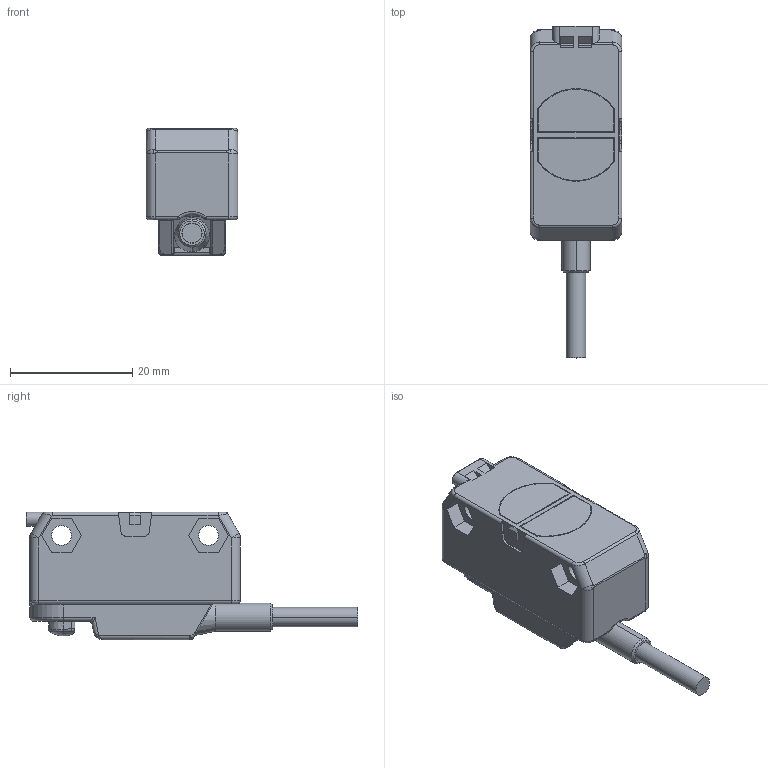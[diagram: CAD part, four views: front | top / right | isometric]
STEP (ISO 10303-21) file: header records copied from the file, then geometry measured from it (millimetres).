
FILE_DESCRIPTION((''),'2;1');
FILE_NAME('139433_SM01_ASM','2022-04-26T08:41:29',('PDMAdmin'),('BANNER ENGINEERING'),'CREO PARAMETRIC BY PTC INC, 2019292','CREO PARAMETRIC BY PTC INC, 2019292','');
FILE_SCHEMA(('CONFIG_CONTROL_DESIGN'));
Products named in the file (3): 139433_EP01; ASSEMBLY_55816; 139433_SM01_ASM
Assembly tree (2 placements, depth 2):
  139433_SM01_ASM
    139433_EP01
    ASSEMBLY_55816
Bounding box: 15 x 54.39 x 20.9 mm (x, y, z)
Volume: 8945.8 mm3; surface area: 3935.9 mm2
Topology: 2 solids, 2 shells, 314 faces, 758 edges, 462 vertices
Faces by surface type: plane 134, cylinder 105, bspline 42, torus 17, sphere 11, cone 5
Entity records: 10972 total; most frequent: CARTESIAN_POINT 3813, ORIENTED_EDGE 1510, DIRECTION 1411, EDGE_CURVE 755, AXIS2_PLACEMENT_3D 493, VERTEX_POINT 462, VECTOR 425, LINE 425
